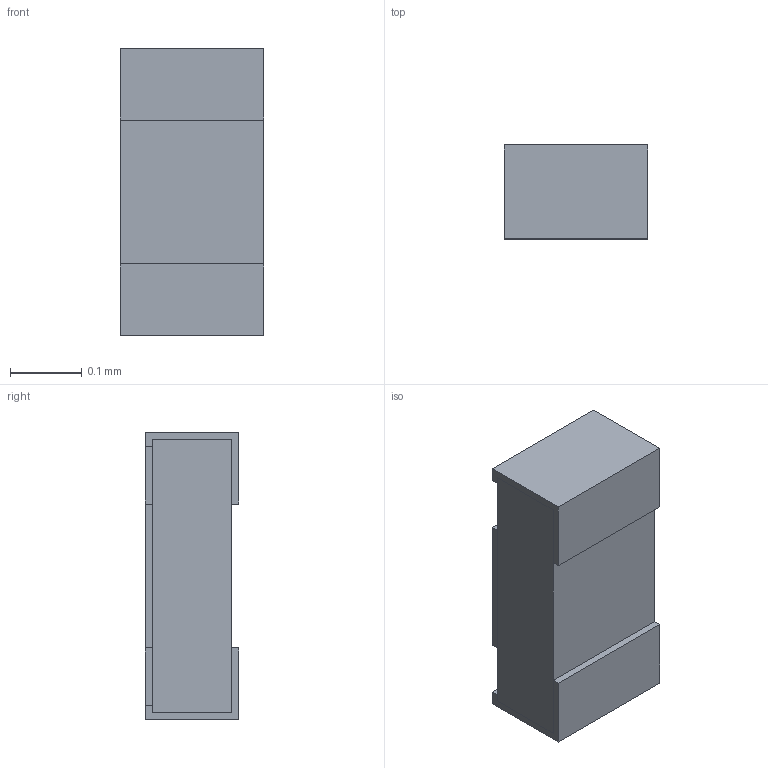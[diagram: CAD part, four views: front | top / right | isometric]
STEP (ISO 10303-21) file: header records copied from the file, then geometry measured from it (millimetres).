
FILE_DESCRIPTION (( 'STEP AP214' ), '1' );
FILE_NAME ('4667470D-BB78-4BE4-B0AD-6674DDCADCB7.STEP', '2025-06-11T06:01:55', ( '' ), ( '' ), 'SwSTEP 2.0', 'SolidWorks 2022', '' );
FILE_SCHEMA (( 'AUTOMOTIVE_DESIGN' ));
Length unit declared in the file: millimetre
Products named in the file (1): 4667470D-BB78-4BE4-B0AD-6674DDCADCB7
Bounding box: 0.2 x 0.13 x 0.4 mm (x, y, z)
Volume: 0 mm3; surface area: 0.6 mm2
Topology: 4 solids, 4 shells, 101 faces, 255 edges, 170 vertices
Faces by surface type: plane 60, bspline 41
Entity records: 5873 total; most frequent: CARTESIAN_POINT 3184, ORIENTED_EDGE 510, DIRECTION 295, EDGE_CURVE 255, LINE 173, VECTOR 173, VERTEX_POINT 170, EDGE_LOOP 109
